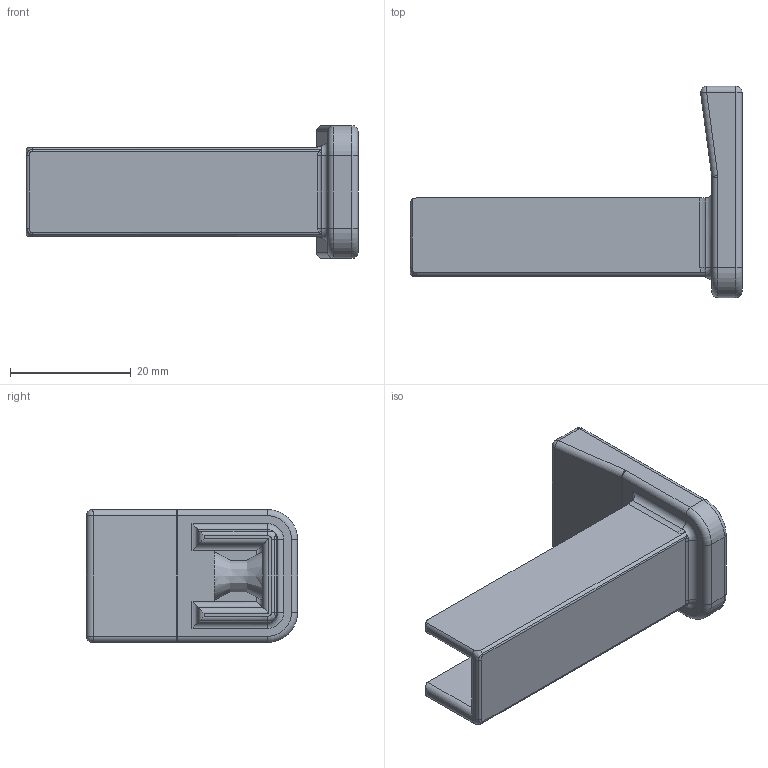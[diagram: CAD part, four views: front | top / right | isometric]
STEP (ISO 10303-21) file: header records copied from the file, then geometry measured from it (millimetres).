
FILE_DESCRIPTION(/* description */ (''),/* implementation_level */ '2;1');
FILE_NAME(/* name */ 'c70be9d6-4101-4010-8453-25fe35fe9ca8.stp',/* time_stamp */ '2021-09-22T02:45:32+00:00',/* author */ (''),/* organization */ (''),/* preprocessor_version */ 'ST-DEVELOPER v18.1',/* originating_system */ 'Autodesk Translation Framework v10.10.0.1391',/* authorisation */ '');
FILE_SCHEMA (('AUTOMOTIVE_DESIGN { 1 0 10303 214 3 1 1 }'));
Length unit declared in the file: millimetre
Products named in the file (1): phone_mount_top
Bounding box: 55 x 35 x 22 mm (x, y, z)
Volume: 8394.6 mm3; surface area: 5961 mm2
Topology: 1 solids, 1 shells, 79 faces, 181 edges, 104 vertices
Faces by surface type: cylinder 39, plane 17, bspline 11, torus 8, sphere 4
Entity records: 2582 total; most frequent: CARTESIAN_POINT 785, DIRECTION 384, ORIENTED_EDGE 358, EDGE_CURVE 179, AXIS2_PLACEMENT_3D 153, VERTEX_POINT 104, EDGE_LOOP 81, FACE_OUTER_BOUND 79
